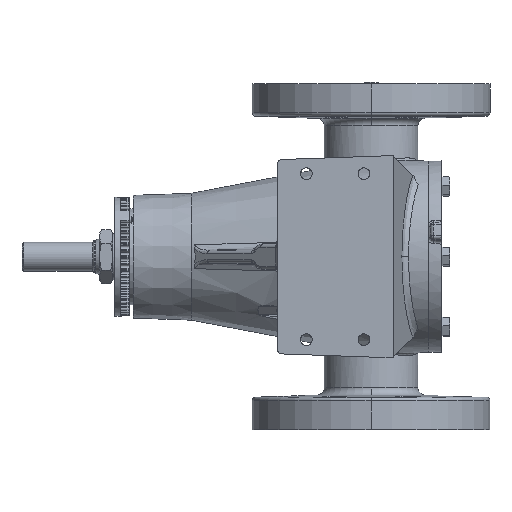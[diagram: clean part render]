
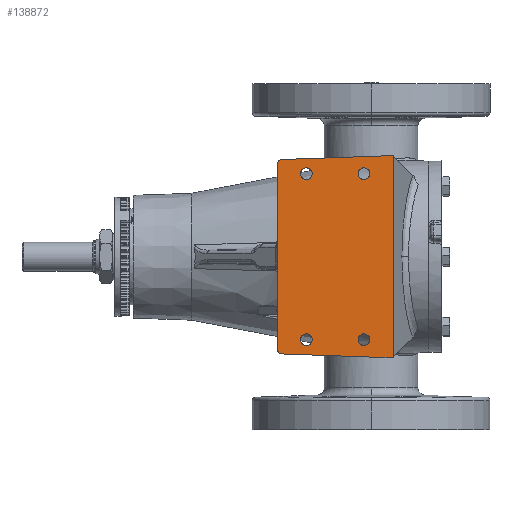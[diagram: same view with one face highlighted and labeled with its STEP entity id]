
A CAD part, front view. The second image highlights one B-rep face of the part: STEP entity #138872.
In plain terms, the highlighted planar face has unit normal (0, -1, 0).
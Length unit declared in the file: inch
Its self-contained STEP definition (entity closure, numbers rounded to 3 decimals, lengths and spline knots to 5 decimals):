
#4771 = DIRECTION ( 'NONE',  ( 0., 0., 1. ) ) ;
#8317 = DIRECTION ( 'NONE',  ( 0., 0., -1. ) ) ;
#9020 = AXIS2_PLACEMENT_3D ( 'NONE', #45529, #135242, #83707 ) ;
#9540 = CARTESIAN_POINT ( 'NONE',  ( -2.25, -5.25, 2.67687 ) ) ;
#10675 = DIRECTION ( 'NONE',  ( 0., 0., -1. ) ) ;
#11409 = DIRECTION ( 'NONE',  ( 0., 0., 1. ) ) ;
#11499 = EDGE_CURVE ( 'Defeatured_0_1618+Defeatured_0_1617+Defeatured_0_1608+Defeatured_0_2445', #43469, #12121, #122222, .T. ) ;
#11629 = CIRCLE ( 'NONE', #9020, 0.20312 ) ;
#12121 = VERTEX_POINT ( 'NONE', #117846 ) ;
#13292 = EDGE_LOOP ( 'NONE', ( #105401, #150970 ) ) ;
#14004 = CIRCLE ( 'NONE', #45462, 0.12 ) ;
#14837 = DIRECTION ( 'NONE',  ( 0., 0., -1. ) ) ;
#16777 = DIRECTION ( 'NONE',  ( 0., 0., -1. ) ) ;
#17896 = CARTESIAN_POINT ( 'NONE',  ( -4.25, -5.25, 2.88 ) ) ;
#18015 = DIRECTION ( 'NONE',  ( 0., 0., -1. ) ) ;
#21562 = ORIENTED_EDGE ( 'NONE', *, *, #115660, .F. ) ;
#24473 = LINE ( 'NONE', #130939, #156589 ) ;
#27930 = EDGE_LOOP ( 'NONE', ( #21562, #160048 ) ) ;
#28114 = EDGE_CURVE ( 'Defeatured_0_1067+Defeatured_0_1617+Defeatured_0_1617+Defeatured_0_1617', #144383, #135277, #77267, .T. ) ;
#30403 = CARTESIAN_POINT ( 'NONE',  ( -4.25, -5.25, -2.88 ) ) ;
#32086 = VECTOR ( 'NONE', #49495, 39.37008 ) ;
#32194 = EDGE_LOOP ( 'NONE', ( #73676, #108636, #33135, #154507, #121107, #157573 ) ) ;
#33135 = ORIENTED_EDGE ( 'NONE', *, *, #138162, .F. ) ;
#33556 = CARTESIAN_POINT ( 'NONE',  ( -5.12419, -5.25, -3.37404 ) ) ;
#34213 = AXIS2_PLACEMENT_3D ( 'NONE', #71429, #83279, #8317 ) ;
#35143 = ORIENTED_EDGE ( 'NONE', *, *, #93755, .F. ) ;
#35926 = PLANE ( 'NONE',  #94177 ) ;
#36196 = CARTESIAN_POINT ( 'NONE',  ( -0.12392, -5.25, 3.54866 ) ) ;
#37011 = DIRECTION ( 'NONE',  ( 0., 1., 0. ) ) ;
#37355 = DIRECTION ( 'NONE',  ( 0., -1., 0. ) ) ;
#38507 = CARTESIAN_POINT ( 'NONE',  ( -5.24, -5.25, -3.25412 ) ) ;
#38561 = DIRECTION ( 'NONE',  ( 0., 0., 1. ) ) ;
#41148 = ORIENTED_EDGE ( 'NONE', *, *, #85067, .F. ) ;
#43469 = VERTEX_POINT ( 'NONE', #146167 ) ;
#44228 = VERTEX_POINT ( 'NONE', #69904 ) ;
#45462 = AXIS2_PLACEMENT_3D ( 'NONE', #84891, #136984, #72511 ) ;
#45529 = CARTESIAN_POINT ( 'NONE',  ( -2.25, -5.25, 2.88 ) ) ;
#46649 = EDGE_CURVE ( 'Defeatured_0_1068+Defeatured_0_1617+Defeatured_0_1617+Defeatured_0_1617', #114498, #104401, #107297, .T. ) ;
#49495 = DIRECTION ( 'NONE',  ( 0.999, 0., 0.035 ) ) ;
#51408 = ORIENTED_EDGE ( 'NONE', *, *, #46649, .F. ) ;
#53208 = EDGE_CURVE ( 'Defeatured_0_1617+Defeatured_0_2445+Defeatured_0_1616+Defeatured_0_1618', #44228, #12121, #97117, .T. ) ;
#53231 = DIRECTION ( 'NONE',  ( 0., -1., 0. ) ) ;
#54365 = DIRECTION ( 'NONE',  ( 0., -1., 0. ) ) ;
#55203 = VERTEX_POINT ( 'NONE', #94084 ) ;
#55411 = EDGE_CURVE ( 'Defeatured_0_1067+Defeatured_0_1617+Defeatured_0_1617+Defeatured_0_1617', #135277, #144383, #142262, .T. ) ;
#57881 = CARTESIAN_POINT ( 'NONE',  ( -4.25, -5.25, 3.08312 ) ) ;
#59011 = CARTESIAN_POINT ( 'NONE',  ( -4.25, -5.25, -3.08312 ) ) ;
#60206 = CARTESIAN_POINT ( 'NONE',  ( -4.25, -5.25, 2.67687 ) ) ;
#63080 = CARTESIAN_POINT ( 'NONE',  ( -2.25, -5.25, -2.88 ) ) ;
#67302 = DIRECTION ( 'NONE',  ( 0., 0., -1. ) ) ;
#68929 = DIRECTION ( 'NONE',  ( 0., 1., 0. ) ) ;
#69904 = CARTESIAN_POINT ( 'NONE',  ( -1.24, -5.25, -3.50968 ) ) ;
#71429 = CARTESIAN_POINT ( 'NONE',  ( -4.25, -5.25, 2.88 ) ) ;
#72511 = DIRECTION ( 'NONE',  ( 0., 0., 1. ) ) ;
#73676 = ORIENTED_EDGE ( 'NONE', *, *, #75480, .F. ) ;
#75480 = EDGE_CURVE ( 'Defeatured_0_1608+Defeatured_0_1617+Defeatured_0_2435+Defeatured_0_1618', #82918, #43469, #14004, .T. ) ;
#76512 = DIRECTION ( 'NONE',  ( 0., 0., -1. ) ) ;
#77267 = CIRCLE ( 'NONE', #137296, 0.20312 ) ;
#78861 = VERTEX_POINT ( 'NONE', #33556 ) ;
#79628 = CIRCLE ( 'NONE', #34213, 0.20312 ) ;
#80620 = EDGE_LOOP ( 'NONE', ( #41148, #51408 ) ) ;
#82918 = VERTEX_POINT ( 'NONE', #139238 ) ;
#83279 = DIRECTION ( 'NONE',  ( 0., -1., 0. ) ) ;
#83707 = DIRECTION ( 'NONE',  ( 0., 0., -1. ) ) ;
#84485 = CARTESIAN_POINT ( 'NONE',  ( -4.25, -5.25, -2.67687 ) ) ;
#84891 = CARTESIAN_POINT ( 'NONE',  ( -5.12, -5.25, 3.25412 ) ) ;
#85067 = EDGE_CURVE ( 'Defeatured_0_1068+Defeatured_0_1617+Defeatured_0_1617+Defeatured_0_1617', #104401, #114498, #11629, .T. ) ;
#87264 = DIRECTION ( 'NONE',  ( 0., -1., 0. ) ) ;
#90709 = VERTEX_POINT ( 'NONE', #57881 ) ;
#93755 = EDGE_CURVE ( 'Defeatured_0_1066+Defeatured_0_1617+Defeatured_0_1617+Defeatured_0_1617', #142723, #55203, #117459, .T. ) ;
#94084 = CARTESIAN_POINT ( 'NONE',  ( -2.25, -5.25, -2.67687 ) ) ;
#94177 = AXIS2_PLACEMENT_3D ( 'NONE', #137882, #37011, #11409 ) ;
#94538 = CARTESIAN_POINT ( 'NONE',  ( -2.25, -5.25, 2.88 ) ) ;
#95223 = CIRCLE ( 'NONE', #121934, 0.12 ) ;
#96684 = EDGE_CURVE ( 'Defeatured_0_1069+Defeatured_0_1617+Defeatured_0_1617+Defeatured_0_1617', #90709, #137758, #128200, .T. ) ;
#96786 = FACE_BOUND ( 'NONE', #80620, .T. ) ;
#97117 = LINE ( 'NONE', #151130, #139261 ) ;
#99021 = EDGE_CURVE ( 'Defeatured_0_1617+Defeatured_0_2435+Defeatured_0_1608+Defeatured_0_1609', #82918, #132773, #124032, .T. ) ;
#102258 = CARTESIAN_POINT ( 'NONE',  ( -5.24, -5.25, 0. ) ) ;
#104401 = VERTEX_POINT ( 'NONE', #9540 ) ;
#105399 = CARTESIAN_POINT ( 'NONE',  ( -5.12, -5.25, -3.25412 ) ) ;
#105401 = ORIENTED_EDGE ( 'NONE', *, *, #55411, .F. ) ;
#106777 = DIRECTION ( 'NONE',  ( 0., -1., 0. ) ) ;
#107297 = CIRCLE ( 'NONE', #147611, 0.20312 ) ;
#108127 = AXIS2_PLACEMENT_3D ( 'NONE', #148918, #87264, #10675 ) ;
#108636 = ORIENTED_EDGE ( 'NONE', *, *, #99021, .T. ) ;
#114498 = VERTEX_POINT ( 'NONE', #156619 ) ;
#115660 = EDGE_CURVE ( 'Defeatured_0_1069+Defeatured_0_1617+Defeatured_0_1617+Defeatured_0_1617', #137758, #90709, #79628, .T. ) ;
#117459 = CIRCLE ( 'NONE', #149689, 0.20312 ) ;
#117846 = CARTESIAN_POINT ( 'NONE',  ( -1.24, -5.25, 3.50968 ) ) ;
#118392 = ORIENTED_EDGE ( 'NONE', *, *, #131012, .F. ) ;
#121107 = ORIENTED_EDGE ( 'NONE', *, *, #53208, .T. ) ;
#121934 = AXIS2_PLACEMENT_3D ( 'NONE', #105399, #68929, #4771 ) ;
#122222 = LINE ( 'NONE', #36196, #32086 ) ;
#124032 = LINE ( 'NONE', #102258, #150010 ) ;
#124113 = AXIS2_PLACEMENT_3D ( 'NONE', #130633, #53231, #14837 ) ;
#126868 = FACE_OUTER_BOUND ( 'NONE', #32194, .T. ) ;
#128200 = CIRCLE ( 'NONE', #145826, 0.20312 ) ;
#130633 = CARTESIAN_POINT ( 'NONE',  ( -2.25, -5.25, -2.88 ) ) ;
#130939 = CARTESIAN_POINT ( 'NONE',  ( -0.12392, -5.25, -3.54866 ) ) ;
#131012 = EDGE_CURVE ( 'Defeatured_0_1066+Defeatured_0_1617+Defeatured_0_1617+Defeatured_0_1617', #55203, #142723, #135506, .T. ) ;
#132773 = VERTEX_POINT ( 'NONE', #38507 ) ;
#132892 = EDGE_CURVE ( 'Defeatured_0_1617+Defeatured_0_1616+Defeatured_0_1609+Defeatured_0_2445', #78861, #44228, #24473, .T. ) ;
#135242 = DIRECTION ( 'NONE',  ( 0., -1., 0. ) ) ;
#135277 = VERTEX_POINT ( 'NONE', #59011 ) ;
#135506 = CIRCLE ( 'NONE', #124113, 0.20312 ) ;
#136984 = DIRECTION ( 'NONE',  ( 0., 1., 0. ) ) ;
#137296 = AXIS2_PLACEMENT_3D ( 'NONE', #30403, #54365, #67302 ) ;
#137758 = VERTEX_POINT ( 'NONE', #60206 ) ;
#137882 = CARTESIAN_POINT ( 'NONE',  ( 0., -5.25, 0. ) ) ;
#138162 = EDGE_CURVE ( 'Defeatured_0_1609+Defeatured_0_1617+Defeatured_0_1616+Defeatured_0_2435', #78861, #132773, #95223, .T. ) ;
#138872 = ADVANCED_FACE ( 'Defeatured_0_1617', ( #164766, #96786, #160835, #126868, #142963 ), #35926, .F. ) ;
#139238 = CARTESIAN_POINT ( 'NONE',  ( -5.24, -5.25, 3.25412 ) ) ;
#139261 = VECTOR ( 'NONE', #38561, 39.37008 ) ;
#139575 = CARTESIAN_POINT ( 'NONE',  ( -2.25, -5.25, -3.08312 ) ) ;
#142262 = CIRCLE ( 'NONE', #108127, 0.20312 ) ;
#142723 = VERTEX_POINT ( 'NONE', #139575 ) ;
#142963 = FACE_BOUND ( 'NONE', #163655, .T. ) ;
#144236 = DIRECTION ( 'NONE',  ( 0., 0., -1. ) ) ;
#144383 = VERTEX_POINT ( 'NONE', #84485 ) ;
#145826 = AXIS2_PLACEMENT_3D ( 'NONE', #17896, #106777, #16777 ) ;
#146167 = CARTESIAN_POINT ( 'NONE',  ( -5.12419, -5.25, 3.37404 ) ) ;
#147611 = AXIS2_PLACEMENT_3D ( 'NONE', #94538, #160480, #18015 ) ;
#148918 = CARTESIAN_POINT ( 'NONE',  ( -4.25, -5.25, -2.88 ) ) ;
#149689 = AXIS2_PLACEMENT_3D ( 'NONE', #63080, #37355, #76512 ) ;
#150010 = VECTOR ( 'NONE', #144236, 39.37008 ) ;
#150970 = ORIENTED_EDGE ( 'NONE', *, *, #28114, .F. ) ;
#151130 = CARTESIAN_POINT ( 'NONE',  ( -1.24, -5.25, 0. ) ) ;
#154507 = ORIENTED_EDGE ( 'NONE', *, *, #132892, .T. ) ;
#156589 = VECTOR ( 'NONE', #157092, 39.37008 ) ;
#156619 = CARTESIAN_POINT ( 'NONE',  ( -2.25, -5.25, 3.08312 ) ) ;
#157092 = DIRECTION ( 'NONE',  ( 0.999, 0., -0.035 ) ) ;
#157573 = ORIENTED_EDGE ( 'NONE', *, *, #11499, .F. ) ;
#160048 = ORIENTED_EDGE ( 'NONE', *, *, #96684, .F. ) ;
#160480 = DIRECTION ( 'NONE',  ( 0., -1., 0. ) ) ;
#160835 = FACE_BOUND ( 'NONE', #13292, .T. ) ;
#163655 = EDGE_LOOP ( 'NONE', ( #35143, #118392 ) ) ;
#164766 = FACE_BOUND ( 'NONE', #27930, .T. ) ;
